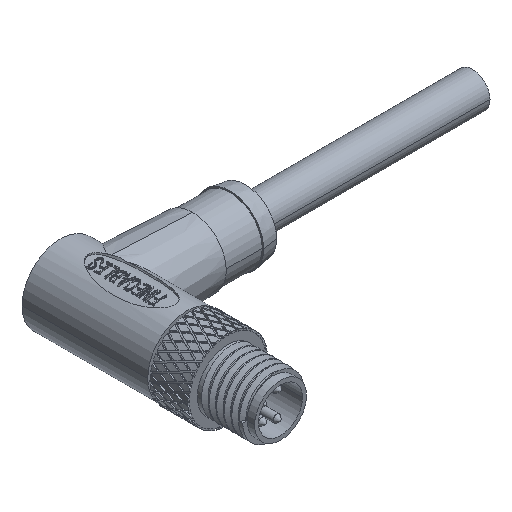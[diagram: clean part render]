
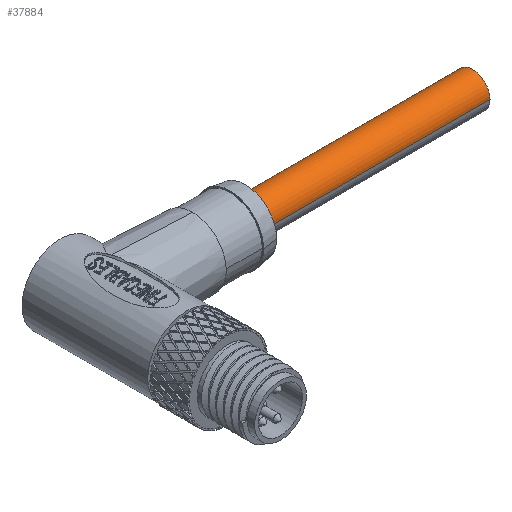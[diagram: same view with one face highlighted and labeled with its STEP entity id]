
A CAD part, isometric view. The second image highlights one B-rep face of the part: STEP entity #37884.
In plain terms, the highlighted cylindrical face has radius 2.3 mm (diameter 4.6 mm), a partial arc.
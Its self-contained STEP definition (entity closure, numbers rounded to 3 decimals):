
#6771 = CIRCLE ( 'NONE', #17559, 2.3 ) ;
#7377 = DIRECTION ( 'NONE',  ( 0., 1., 0. ) ) ;
#8464 = DIRECTION ( 'NONE',  ( 1., 0., 0. ) ) ;
#10218 = CIRCLE ( 'NONE', #66970, 2.3 ) ;
#10571 = FACE_OUTER_BOUND ( 'NONE', #19504, .T. ) ;
#14459 = CARTESIAN_POINT ( 'NONE',  ( 2.283, 9.142, 54.5 ) ) ;
#17559 = AXIS2_PLACEMENT_3D ( 'NONE', #66733, #27706, #73283 ) ;
#17721 = EDGE_CURVE ( 'NONE', #55825, #24756, #81824, .T. ) ;
#18234 = CARTESIAN_POINT ( 'NONE',  ( 32.283, 6.842, 54.5 ) ) ;
#19504 = EDGE_LOOP ( 'NONE', ( #53064, #32264, #79543, #25384 ) ) ;
#20983 = DIRECTION ( 'NONE',  ( 0., 1., 0. ) ) ;
#24756 = VERTEX_POINT ( 'NONE', #41132 ) ;
#25384 = ORIENTED_EDGE ( 'NONE', *, *, #17721, .F. ) ;
#27706 = DIRECTION ( 'NONE',  ( -1., 0., 0. ) ) ;
#29204 = EDGE_CURVE ( 'NONE', #82538, #24756, #6771, .T. ) ;
#32264 = ORIENTED_EDGE ( 'NONE', *, *, #59721, .T. ) ;
#32599 = CARTESIAN_POINT ( 'NONE',  ( 32.283, 6.842, 54.5 ) ) ;
#33913 = VERTEX_POINT ( 'NONE', #40387 ) ;
#37884 = ADVANCED_FACE ( 'NONE', ( #10571 ), #62723, .T. ) ;
#40387 = CARTESIAN_POINT ( 'NONE',  ( 2.283, 6.842, 54.5 ) ) ;
#41132 = CARTESIAN_POINT ( 'NONE',  ( 32.283, 11.442, 54.5 ) ) ;
#52882 = DIRECTION ( 'NONE',  ( 1., 0., 0. ) ) ;
#53064 = ORIENTED_EDGE ( 'NONE', *, *, #62537, .T. ) ;
#55605 = AXIS2_PLACEMENT_3D ( 'NONE', #58609, #52882, #7377 ) ;
#55825 = VERTEX_POINT ( 'NONE', #82460 ) ;
#57602 = VECTOR ( 'NONE', #78199, 1000. ) ;
#58609 = CARTESIAN_POINT ( 'NONE',  ( 32.283, 9.142, 54.5 ) ) ;
#59721 = EDGE_CURVE ( 'NONE', #33913, #82538, #74986, .T. ) ;
#60001 = DIRECTION ( 'NONE',  ( 1., 0., 0. ) ) ;
#62434 = VECTOR ( 'NONE', #8464, 1000. ) ;
#62537 = EDGE_CURVE ( 'NONE', #55825, #33913, #10218, .T. ) ;
#62723 = CYLINDRICAL_SURFACE ( 'NONE', #55605, 2.3 ) ;
#66733 = CARTESIAN_POINT ( 'NONE',  ( 32.283, 9.142, 54.5 ) ) ;
#66970 = AXIS2_PLACEMENT_3D ( 'NONE', #14459, #60001, #20983 ) ;
#73283 = DIRECTION ( 'NONE',  ( 0., 1., 0. ) ) ;
#74986 = LINE ( 'NONE', #32599, #57602 ) ;
#78199 = DIRECTION ( 'NONE',  ( 1., 0., 0. ) ) ;
#79543 = ORIENTED_EDGE ( 'NONE', *, *, #29204, .T. ) ;
#79968 = CARTESIAN_POINT ( 'NONE',  ( 32.283, 11.442, 54.5 ) ) ;
#81824 = LINE ( 'NONE', #79968, #62434 ) ;
#82460 = CARTESIAN_POINT ( 'NONE',  ( 2.283, 11.442, 54.5 ) ) ;
#82538 = VERTEX_POINT ( 'NONE', #18234 ) ;
